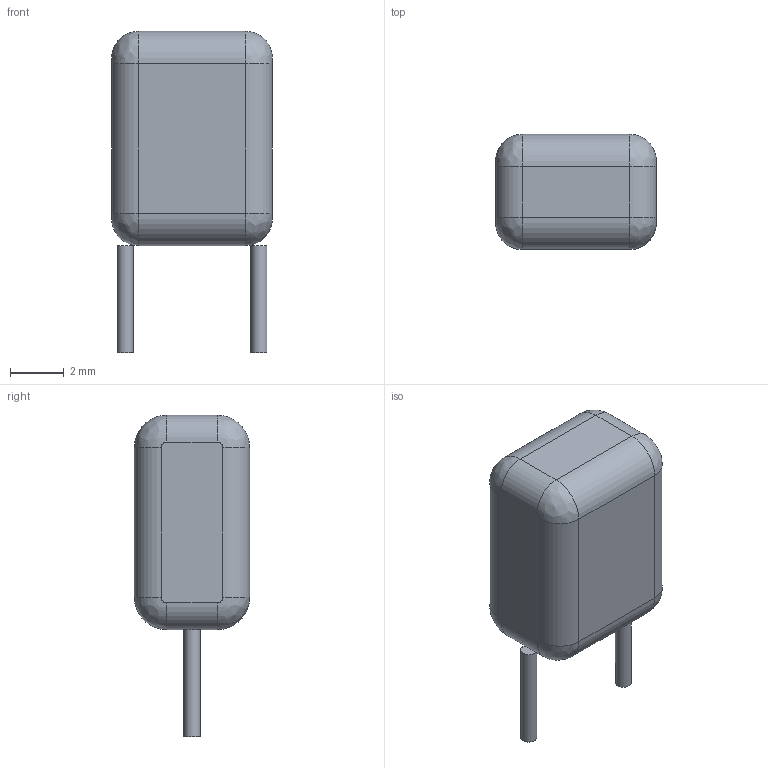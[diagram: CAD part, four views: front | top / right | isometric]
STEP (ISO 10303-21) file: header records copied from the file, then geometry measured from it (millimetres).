
FILE_DESCRIPTION(/* description */ ('','CAx-IF Rec.Pracs.---Representation and Presentation of Product Manufacturing Information (PMI)---4.0---2014-10-13'),/* implementation_level */ '2;1');
FILE_NAME(/* name */ 'Cap_H8xW6_P5.step',/* time_stamp */ '2025-02-01T10:30:39+06:00',/* author */ (''),/* organization */ (''),/* preprocessor_version */ 'ST-DEVELOPER v20',/* originating_system */ 'Autodesk Translation Framework v13.20.0.188',/* authorisation */ '');
FILE_SCHEMA (('AP242_MANAGED_MODEL_BASED_3D_ENGINEERING_MIM_LF { 1 0 10303 442 1 1 4 }'));
Length unit declared in the file: millimetre
Products named in the file (1): (Unsaved)
Bounding box: 6 x 4.3 x 12 mm (x, y, z)
Volume: 192.2 mm3; surface area: 197.5 mm2
Topology: 3 solids, 3 shells, 32 faces, 62 edges, 36 vertices
Faces by surface type: cylinder 14, plane 10, bspline 8
Full cylindrical faces by diameter (mm): 0.6 x2
Entity records: 891 total; most frequent: CARTESIAN_POINT 195, DIRECTION 148, ORIENTED_EDGE 124, EDGE_CURVE 62, AXIS2_PLACEMENT_3D 61, CIRCLE 36, VERTEX_POINT 36, FACE_OUTER_BOUND 32
